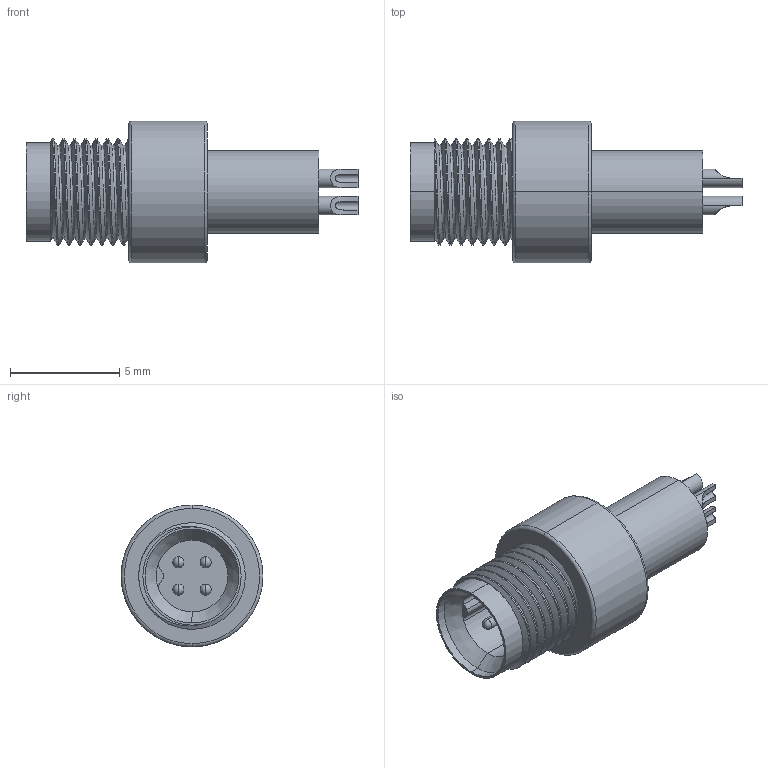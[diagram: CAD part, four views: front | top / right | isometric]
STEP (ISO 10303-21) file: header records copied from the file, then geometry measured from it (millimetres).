
FILE_DESCRIPTION (( 'STEP AP203' ), '1' );
FILE_NAME ('50-00602_revA1.STEP', '2025-03-24T21:29:12', ( '' ), ( '' ), 'SwSTEP 2.0', 'SolidWorks 2021', '' );
FILE_SCHEMA (( 'CONFIG_CONTROL_DESIGN' ));
Length unit declared in the file: millimetre
Products named in the file (5): M5Male_pin_13.75 mm; 50-00602_revA1; M5M4P; M5Male_inline threads_Step
Assembly tree (7 placements, depth 3):
  50-00602_revA1
    M5Male_inline threads_Step
    M5M4P
      M5M4P
      M5Male_pin_13.75 mm  x4
Bounding box: 15.2 x 6.5 x 6.5 mm (x, y, z)
Volume: 206.5 mm3; surface area: 746.7 mm2
Topology: 6 solids, 6 shells, 125 faces, 308 edges, 200 vertices
Faces by surface type: cylinder 72, plane 28, sphere 8, bspline 7, cone 6, torus 4
Entity records: 4771 total; most frequent: CARTESIAN_POINT 2119, DIRECTION 452, ORIENTED_EDGE 424, EDGE_CURVE 212, AXIS2_PLACEMENT_3D 191, VERTEX_POINT 137, EDGE_LOOP 107, CIRCLE 95
